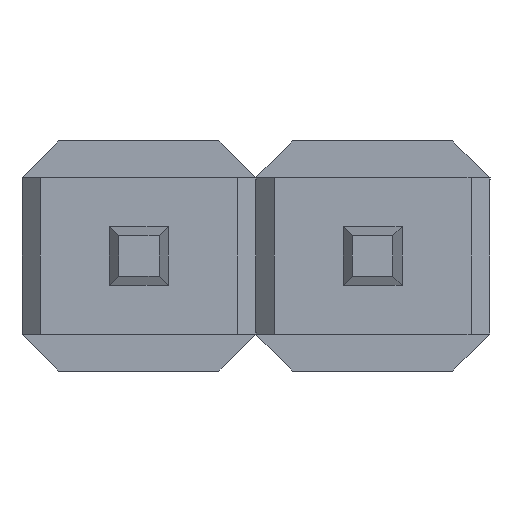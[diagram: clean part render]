
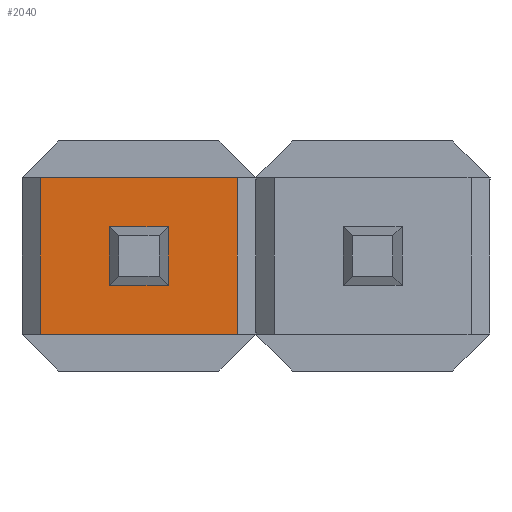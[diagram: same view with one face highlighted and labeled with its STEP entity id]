
A CAD part, front view. The second image highlights one B-rep face of the part: STEP entity #2040.
In plain terms, the highlighted planar face has unit normal (0, -1, 0).
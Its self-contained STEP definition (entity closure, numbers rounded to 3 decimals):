
#49 = VERTEX_POINT ( 'NONE', #1617 ) ;
#102 = CARTESIAN_POINT ( 'NONE',  ( -0.32, 0.54, -0.32 ) ) ;
#134 = CARTESIAN_POINT ( 'NONE',  ( 1.07, 0.54, -0.85 ) ) ;
#177 = LINE ( 'NONE', #944, #1660 ) ;
#253 = CARTESIAN_POINT ( 'NONE',  ( -1.27, 0.54, -0.85 ) ) ;
#286 = ORIENTED_EDGE ( 'NONE', *, *, #1629, .T. ) ;
#289 = LINE ( 'NONE', #1097, #1302 ) ;
#313 = CARTESIAN_POINT ( 'NONE',  ( 0.32, 0.54, -0.32 ) ) ;
#397 = VERTEX_POINT ( 'NONE', #989 ) ;
#449 = DIRECTION ( 'NONE',  ( 0., 0., 1. ) ) ;
#495 = LINE ( 'NONE', #1380, #1017 ) ;
#583 = LINE ( 'NONE', #1481, #897 ) ;
#608 = ORIENTED_EDGE ( 'NONE', *, *, #1962, .T. ) ;
#629 = EDGE_CURVE ( 'NONE', #1681, #693, #886, .T. ) ;
#633 = PLANE ( 'NONE',  #838 ) ;
#693 = VERTEX_POINT ( 'NONE', #2309 ) ;
#749 = EDGE_CURVE ( 'NONE', #693, #49, #495, .T. ) ;
#807 = EDGE_LOOP ( 'NONE', ( #608, #833, #1515, #1287 ) ) ;
#829 = DIRECTION ( 'NONE',  ( -1., 0., 0. ) ) ;
#831 = VECTOR ( 'NONE', #878, 1000. ) ;
#833 = ORIENTED_EDGE ( 'NONE', *, *, #1684, .T. ) ;
#838 = AXIS2_PLACEMENT_3D ( 'NONE', #1540, #2274, #449 ) ;
#878 = DIRECTION ( 'NONE',  ( 0., 0., 1. ) ) ;
#886 = LINE ( 'NONE', #1763, #2262 ) ;
#897 = VECTOR ( 'NONE', #2210, 1000. ) ;
#944 = CARTESIAN_POINT ( 'NONE',  ( -0.32, 0.54, 0.32 ) ) ;
#989 = CARTESIAN_POINT ( 'NONE',  ( 0.32, 0.54, 0.32 ) ) ;
#1017 = VECTOR ( 'NONE', #2144, 1000. ) ;
#1036 = CARTESIAN_POINT ( 'NONE',  ( -0.32, 0.54, 0.32 ) ) ;
#1051 = DIRECTION ( 'NONE',  ( 1., 0., 0. ) ) ;
#1079 = CARTESIAN_POINT ( 'NONE',  ( -1.07, 0.54, -0.85 ) ) ;
#1097 = CARTESIAN_POINT ( 'NONE',  ( -0.32, 0.54, 0.32 ) ) ;
#1144 = EDGE_CURVE ( 'NONE', #1257, #397, #177, .T. ) ;
#1257 = VERTEX_POINT ( 'NONE', #1036 ) ;
#1287 = ORIENTED_EDGE ( 'NONE', *, *, #1144, .T. ) ;
#1299 = VECTOR ( 'NONE', #1051, 1000. ) ;
#1302 = VECTOR ( 'NONE', #1938, 1000. ) ;
#1355 = VECTOR ( 'NONE', #829, 1000. ) ;
#1380 = CARTESIAN_POINT ( 'NONE',  ( -1.27, 0.54, 0.85 ) ) ;
#1385 = EDGE_CURVE ( 'NONE', #1467, #1257, #289, .T. ) ;
#1467 = VERTEX_POINT ( 'NONE', #1970 ) ;
#1481 = CARTESIAN_POINT ( 'NONE',  ( 0.32, 0.54, 0.32 ) ) ;
#1515 = ORIENTED_EDGE ( 'NONE', *, *, #1385, .T. ) ;
#1518 = ORIENTED_EDGE ( 'NONE', *, *, #629, .F. ) ;
#1540 = CARTESIAN_POINT ( 'NONE',  ( -1.27, 0.54, 0.85 ) ) ;
#1553 = CARTESIAN_POINT ( 'NONE',  ( 1.07, 0.54, -0.85 ) ) ;
#1617 = CARTESIAN_POINT ( 'NONE',  ( 1.07, 0.54, 0.85 ) ) ;
#1625 = ORIENTED_EDGE ( 'NONE', *, *, #749, .F. ) ;
#1629 = EDGE_CURVE ( 'NONE', #1681, #2364, #2057, .T. ) ;
#1653 = ORIENTED_EDGE ( 'NONE', *, *, #2039, .T. ) ;
#1660 = VECTOR ( 'NONE', #1814, 1000. ) ;
#1681 = VERTEX_POINT ( 'NONE', #1079 ) ;
#1684 = EDGE_CURVE ( 'NONE', #2068, #1467, #1917, .T. ) ;
#1758 = FACE_BOUND ( 'NONE', #807, .T. ) ;
#1763 = CARTESIAN_POINT ( 'NONE',  ( -1.07, 0.54, -0.85 ) ) ;
#1814 = DIRECTION ( 'NONE',  ( 1., 0., 0. ) ) ;
#1830 = EDGE_LOOP ( 'NONE', ( #286, #1653, #1625, #1518 ) ) ;
#1917 = LINE ( 'NONE', #102, #1355 ) ;
#1938 = DIRECTION ( 'NONE',  ( 0., 0., 1. ) ) ;
#1946 = LINE ( 'NONE', #134, #831 ) ;
#1962 = EDGE_CURVE ( 'NONE', #397, #2068, #583, .T. ) ;
#1970 = CARTESIAN_POINT ( 'NONE',  ( -0.32, 0.54, -0.32 ) ) ;
#2039 = EDGE_CURVE ( 'NONE', #2364, #49, #1946, .T. ) ;
#2040 = ADVANCED_FACE ( 'NONE', ( #1758, #2462 ), #633, .F. ) ;
#2057 = LINE ( 'NONE', #253, #1299 ) ;
#2068 = VERTEX_POINT ( 'NONE', #313 ) ;
#2144 = DIRECTION ( 'NONE',  ( 1., 0., 0. ) ) ;
#2210 = DIRECTION ( 'NONE',  ( 0., 0., -1. ) ) ;
#2262 = VECTOR ( 'NONE', #2466, 1000. ) ;
#2274 = DIRECTION ( 'NONE',  ( 0., 1., 0. ) ) ;
#2309 = CARTESIAN_POINT ( 'NONE',  ( -1.07, 0.54, 0.85 ) ) ;
#2364 = VERTEX_POINT ( 'NONE', #1553 ) ;
#2462 = FACE_OUTER_BOUND ( 'NONE', #1830, .T. ) ;
#2466 = DIRECTION ( 'NONE',  ( 0., 0., 1. ) ) ;
